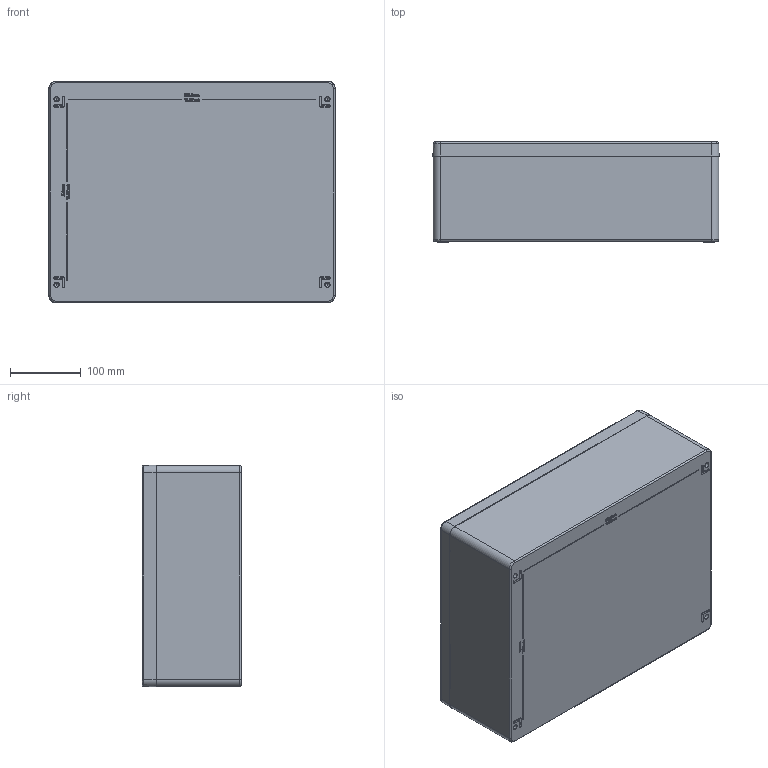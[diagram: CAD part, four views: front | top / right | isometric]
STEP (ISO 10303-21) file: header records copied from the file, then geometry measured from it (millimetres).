
FILE_DESCRIPTION (( 'STEP AP214' ), '1' );
FILE_NAME ('01314014.STEP', '2009-03-10T13:04:36', ( ' ' ), ( '' ), 'SwSTEP 2.0', 'SolidWorks 2008', '' );
FILE_SCHEMA (( 'AUTOMOTIVE_DESIGN' ));
Length unit declared in the file: millimetre
Products named in the file (5): 03710_Standard; 93134_Standard; 02071_Standard; 82005_Standard; 01314014
Assembly tree (7 placements, depth 2):
  01314014
    82005_Standard
    02071_Standard
    93134_Standard  x4
    03710_Standard
Bounding box: 404 x 141 x 313 mm (x, y, z)
Volume: 2799799.3 mm3; surface area: 908139.4 mm2
Topology: 7 solids, 7 shells, 1484 faces, 3616 edges, 2211 vertices
Faces by surface type: plane 451, bspline 420, cylinder 289, cone 164, torus 148, sphere 12
Entity records: 65179 total; most frequent: CARTESIAN_POINT 35668, ORIENTED_EDGE 6714, DIRECTION 5182, EDGE_CURVE 3357, VERTEX_POINT 2061, AXIS2_PLACEMENT_3D 1928, EDGE_LOOP 1494, ADVANCED_FACE 1391
